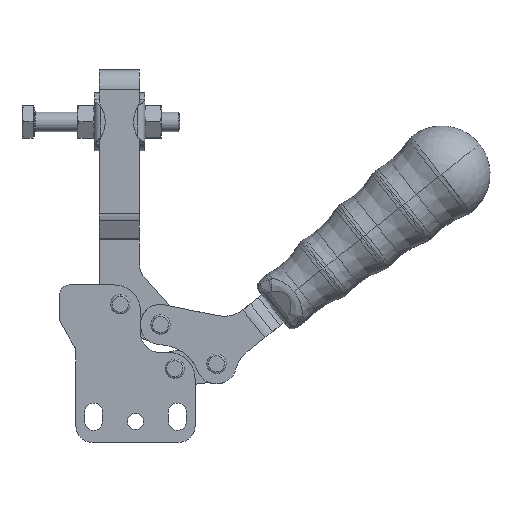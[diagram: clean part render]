
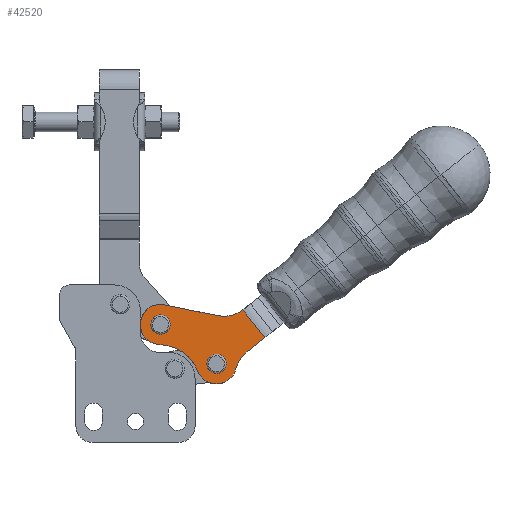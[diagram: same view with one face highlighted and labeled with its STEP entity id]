
A CAD part, front view. The second image highlights one B-rep face of the part: STEP entity #42520.
In plain terms, the highlighted free-form (B-spline) face has degree [1, 1] with [2, 2] control points.
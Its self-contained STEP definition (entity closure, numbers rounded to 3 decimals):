
#275=CARTESIAN_POINT('',(100.205,-74.78,-23.715));
#276=VERTEX_POINT('',#275);
#293=CARTESIAN_POINT('',(104.321,-74.78,-19.349));
#294=VERTEX_POINT('',#293);
#301=CARTESIAN_POINT('',(102.263,-74.78,-21.532));
#302=DIRECTION('',(0.,1.0,0.));
#303=DIRECTION('',(-0.686,0.,-0.728));
#304=AXIS2_PLACEMENT_3D('',#301,#302,#303);
#305=CIRCLE('',#304,3.);
#306=EDGE_CURVE('',#276,#294,#305,.T.);
#884=CARTESIAN_POINT('',(82.795,-74.78,-11.53));
#885=VERTEX_POINT('',#884);
#902=CARTESIAN_POINT('',(86.911,-74.78,-7.164));
#903=VERTEX_POINT('',#902);
#910=CARTESIAN_POINT('',(84.853,-74.78,-9.347));
#911=DIRECTION('',(0.,1.0,0.));
#912=DIRECTION('',(-0.686,0.,-0.728));
#913=AXIS2_PLACEMENT_3D('',#910,#911,#912);
#914=CIRCLE('',#913,3.);
#915=EDGE_CURVE('',#885,#903,#914,.T.);
#4012=CARTESIAN_POINT('',(83.608,-74.78,-15.472));
#4013=VERTEX_POINT('',#4012);
#4029=CARTESIAN_POINT('',(84.691,-74.78,-15.595));
#4030=VERTEX_POINT('',#4029);
#4037=CARTESIAN_POINT('',(84.853,-74.78,-9.347));
#4038=DIRECTION('',(0.,-1.,0.));
#4039=DIRECTION('',(0.199,0.,0.98));
#4040=AXIS2_PLACEMENT_3D('',#4037,#4038,#4039);
#4041=CIRCLE('',#4040,6.25);
#4042=EDGE_CURVE('',#4013,#4030,#4041,.T.);
#36839=CARTESIAN_POINT('',(117.303,-74.78,-13.397));
#36840=VERTEX_POINT('',#36839);
#36848=CARTESIAN_POINT('',(111.76,-74.78,-17.808));
#36849=VERTEX_POINT('',#36848);
#36850=CARTESIAN_POINT('',(111.76,-74.78,-17.808));
#36851=DIRECTION('',(0.782,0.0,0.623));
#36852=VECTOR('',#36851,7.084);
#36853=LINE('',#36850,#36852);
#36854=EDGE_CURVE('',#36849,#36840,#36853,.T.);
#42124=CARTESIAN_POINT('',(110.45,-74.78,-4.785));
#42125=VERTEX_POINT('',#42124);
#42182=CARTESIAN_POINT('',(110.45,-74.78,-4.785));
#42183=DIRECTION('',(0.623,0.0,-0.782));
#42184=VECTOR('',#42183,11.006);
#42185=LINE('',#42182,#42184);
#42186=EDGE_CURVE('',#42125,#36840,#42185,.T.);
#42255=CARTESIAN_POINT('',(108.311,-74.78,-23.109));
#42256=VERTEX_POINT('',#42255);
#42257=CARTESIAN_POINT('',(117.987,-74.78,-25.632));
#42258=DIRECTION('',(0.,1.,0.));
#42259=DIRECTION('',(0.623,0.,-0.782));
#42260=AXIS2_PLACEMENT_3D('',#42257,#42258,#42259);
#42261=CIRCLE('',#42260,10.0);
#42262=EDGE_CURVE('',#42256,#36849,#42261,.T.);
#42301=CARTESIAN_POINT('',(96.448,-74.78,-23.823));
#42302=VERTEX_POINT('',#42301);
#42303=CARTESIAN_POINT('',(102.263,-74.78,-21.532));
#42304=DIRECTION('',(0.,-1.0,0.));
#42305=DIRECTION('',(-0.93,0.,-0.367));
#42306=AXIS2_PLACEMENT_3D('',#42303,#42304,#42305);
#42307=CIRCLE('',#42306,6.25);
#42308=EDGE_CURVE('',#42302,#42256,#42307,.T.);
#42348=CARTESIAN_POINT('',(84.354,-74.78,-28.591));
#42349=DIRECTION('',(0.,1.0,0.));
#42350=DIRECTION('',(-0.93,0.,-0.367));
#42351=AXIS2_PLACEMENT_3D('',#42348,#42349,#42350);
#42352=CIRCLE('',#42351,13.);
#42353=EDGE_CURVE('',#4030,#42302,#42352,.T.);
#42387=CARTESIAN_POINT('',(86.098,-74.78,-3.222));
#42388=VERTEX_POINT('',#42387);
#42389=CARTESIAN_POINT('',(84.853,-74.78,-9.347));
#42390=DIRECTION('',(0.,-1.,0.));
#42391=DIRECTION('',(0.199,0.,0.98));
#42392=AXIS2_PLACEMENT_3D('',#42389,#42390,#42391);
#42393=CIRCLE('',#42392,6.25);
#42394=EDGE_CURVE('',#42388,#4013,#42393,.T.);
#42427=CARTESIAN_POINT('',(102.498,-74.78,-6.555));
#42428=VERTEX_POINT('',#42427);
#42429=CARTESIAN_POINT('',(102.498,-74.78,-6.555));
#42430=DIRECTION('',(-0.98,0.0,0.199));
#42431=VECTOR('',#42430,16.736);
#42432=LINE('',#42429,#42431);
#42433=EDGE_CURVE('',#42428,#42388,#42432,.T.);
#42474=CARTESIAN_POINT('',(104.489,-74.78,3.245));
#42475=DIRECTION('',(0.,1.,0.));
#42476=DIRECTION('',(0.199,0.,0.98));
#42477=AXIS2_PLACEMENT_3D('',#42474,#42475,#42476);
#42478=CIRCLE('',#42477,10.);
#42479=EDGE_CURVE('',#42125,#42428,#42478,.T.);
#42484=CARTESIAN_POINT('',(66.576,-74.78,-12.669));
#42485=CARTESIAN_POINT('',(102.297,-74.78,15.759));
#42486=CARTESIAN_POINT('',(93.609,-74.78,-46.637));
#42487=CARTESIAN_POINT('',(129.33,-74.78,-18.21));
#42488=B_SPLINE_SURFACE_WITH_KNOTS('',1,1,((#42484,#42486),(#42485,#42487)),.UNSPECIFIED.,.F.,.F.,.U.,(2,2),(2,2),(0.0,45.652),(0.0,43.413),.UNSPECIFIED.);
#42489=ORIENTED_EDGE('',*,*,#42186,.F.);
#42490=ORIENTED_EDGE('',*,*,#42479,.T.);
#42491=ORIENTED_EDGE('',*,*,#42433,.T.);
#42492=ORIENTED_EDGE('',*,*,#42394,.T.);
#42493=ORIENTED_EDGE('',*,*,#4042,.T.);
#42494=ORIENTED_EDGE('',*,*,#42353,.T.);
#42495=ORIENTED_EDGE('',*,*,#42308,.T.);
#42496=ORIENTED_EDGE('',*,*,#42262,.T.);
#42497=ORIENTED_EDGE('',*,*,#36854,.T.);
#42498=EDGE_LOOP('',(#42489,#42490,#42491,#42492,#42493,#42494,#42495,#42496,#42497));
#42499=FACE_OUTER_BOUND('',#42498,.T.);
#42500=ORIENTED_EDGE('',*,*,#306,.T.);
#42501=CARTESIAN_POINT('',(102.263,-74.78,-21.532));
#42502=DIRECTION('',(0.,1.0,0.));
#42503=DIRECTION('',(-0.686,0.,-0.728));
#42504=AXIS2_PLACEMENT_3D('',#42501,#42502,#42503);
#42505=CIRCLE('',#42504,3.);
#42506=EDGE_CURVE('',#294,#276,#42505,.T.);
#42507=ORIENTED_EDGE('',*,*,#42506,.T.);
#42508=EDGE_LOOP('',(#42500,#42507));
#42509=FACE_BOUND('',#42508,.T.);
#42510=ORIENTED_EDGE('',*,*,#915,.T.);
#42511=CARTESIAN_POINT('',(84.853,-74.78,-9.347));
#42512=DIRECTION('',(0.,1.0,0.));
#42513=DIRECTION('',(-0.686,0.,-0.728));
#42514=AXIS2_PLACEMENT_3D('',#42511,#42512,#42513);
#42515=CIRCLE('',#42514,3.);
#42516=EDGE_CURVE('',#903,#885,#42515,.T.);
#42517=ORIENTED_EDGE('',*,*,#42516,.T.);
#42518=EDGE_LOOP('',(#42510,#42517));
#42519=FACE_BOUND('',#42518,.T.);
#42520=ADVANCED_FACE('',(#42499,#42509,#42519),#42488,.F.);
